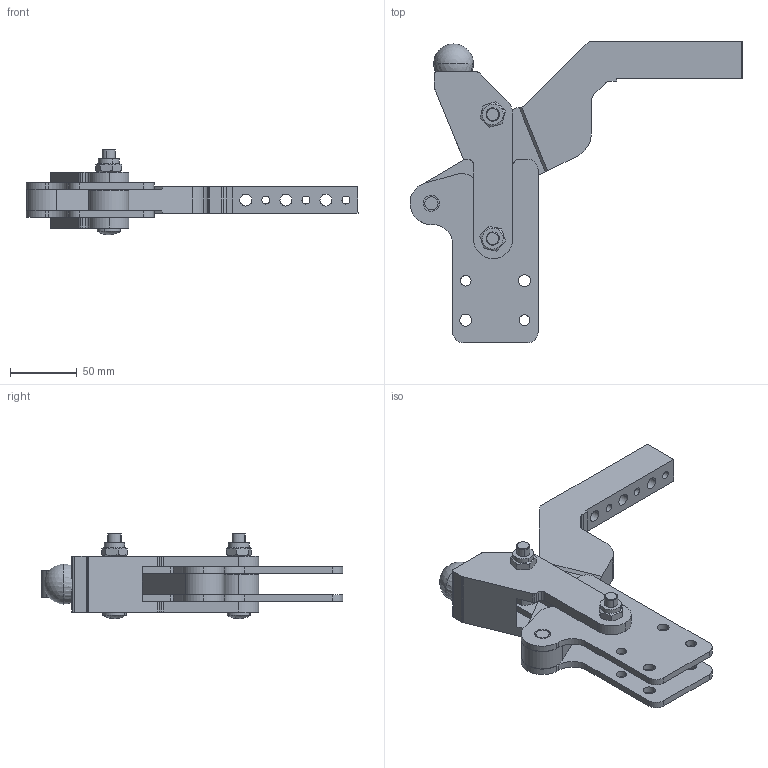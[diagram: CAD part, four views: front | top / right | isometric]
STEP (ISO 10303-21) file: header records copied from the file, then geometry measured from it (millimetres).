
FILE_DESCRIPTION((''),'2;1');
FILE_NAME('M30-03-181.stp','2007-02-28T14:36:25',('matthew'),(''),'Autodesk Inventor 8','Autodesk Inventor 8','');
FILE_SCHEMA(('AUTOMOTIVE_DESIGN { 1 0 10303 214 1 1 1 1 }'));
Length unit declared in the file: millimetre
Products named in the file (13): M30-03-181; M30-03-1811; M30-03-1812; M30-03-1813; M30-03-1814; M30-03-1815; M30-03-1816; M30-03-1817; M30-03-1818; M30-03-1819; M30-03-18110; M30-03-18111; M30-03-18112
Assembly tree (12 placements, depth 2):
  M30-03-181
    M30-03-1811
    M30-03-1812
    M30-03-1813
    M30-03-1814
    M30-03-1815
    M30-03-1816
    M30-03-1817
    M30-03-1818
    M30-03-1819
    M30-03-18110
    M30-03-18111
    M30-03-18112
Bounding box: 248.74 x 226 x 63.95 mm (x, y, z)
Volume: 413945.9 mm3; surface area: 129226.7 mm2
Topology: 12 solids, 12 shells, 276 faces, 719 edges, 468 vertices
Faces by surface type: cylinder 129, plane 91, bspline 26, cone 24, sphere 6
Entity records: 9340 total; most frequent: CARTESIAN_POINT 1986, DIRECTION 1585, ORIENTED_EDGE 1428, EDGE_CURVE 714, AXIS2_PLACEMENT_3D 621, VERTEX_POINT 467, VECTOR 343, LINE 343
